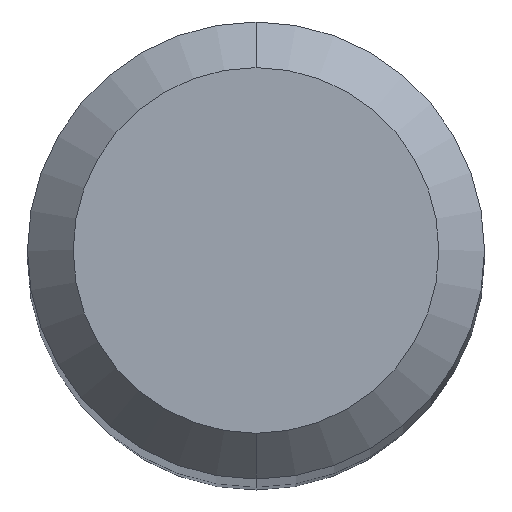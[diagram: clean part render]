
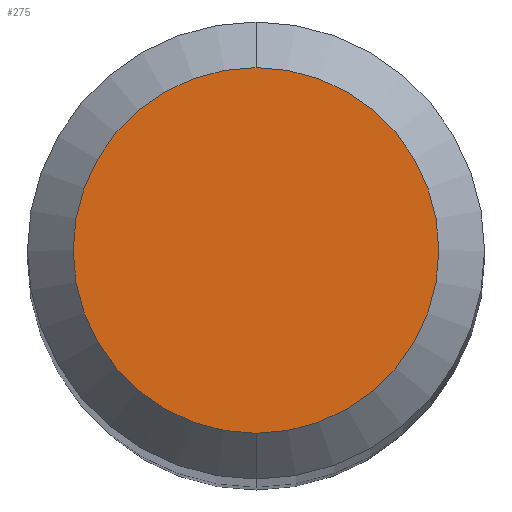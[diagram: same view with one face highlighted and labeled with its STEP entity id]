
A CAD part, top view. The second image highlights one B-rep face of the part: STEP entity #275.
In plain terms, the highlighted planar face has unit normal (0, 0, 1).
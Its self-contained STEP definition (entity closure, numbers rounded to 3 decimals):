
#229=VERTEX_POINT('',#543);
#243=EDGE_CURVE('',#229,#301,#557,.T.);
#275=ADVANCED_FACE('',(#590),#591,.T.);
#301=VERTEX_POINT('',#621);
#415=EDGE_CURVE('',#301,#229,#746,.T.);
#543=CARTESIAN_POINT('',(0.0,1.2,0.0));
#557=CIRCLE('',#1011,1.2);
#590=FACE_OUTER_BOUND('',#1103,.T.);
#591=PLANE('',#1104);
#621=CARTESIAN_POINT('',(0.,-1.2,0.0));
#746=CIRCLE('',#1335,1.2);
#1011=AXIS2_PLACEMENT_3D('',#1532,#1533,#1534);
#1103=EDGE_LOOP('',(#1557,#1558));
#1104=AXIS2_PLACEMENT_3D('',#1559,#1560,#1561);
#1335=AXIS2_PLACEMENT_3D('',#1725,#1726,#1727);
#1532=CARTESIAN_POINT('',(0.0,0.0,0.0));
#1533=DIRECTION('',(0.0,0.0,-1.0));
#1534=DIRECTION('',(0.0,1.0,0.0));
#1557=ORIENTED_EDGE('',*,*,#243,.F.);
#1558=ORIENTED_EDGE('',*,*,#415,.F.);
#1559=CARTESIAN_POINT('',(0.0,0.6,0.0));
#1560=DIRECTION('',(-0.0,0.0,1.0));
#1561=DIRECTION('',(0.0,-1.0,0.0));
#1725=CARTESIAN_POINT('',(0.0,0.0,0.0));
#1726=DIRECTION('',(0.0,0.0,-1.0));
#1727=DIRECTION('',(0.0,1.0,0.0));
